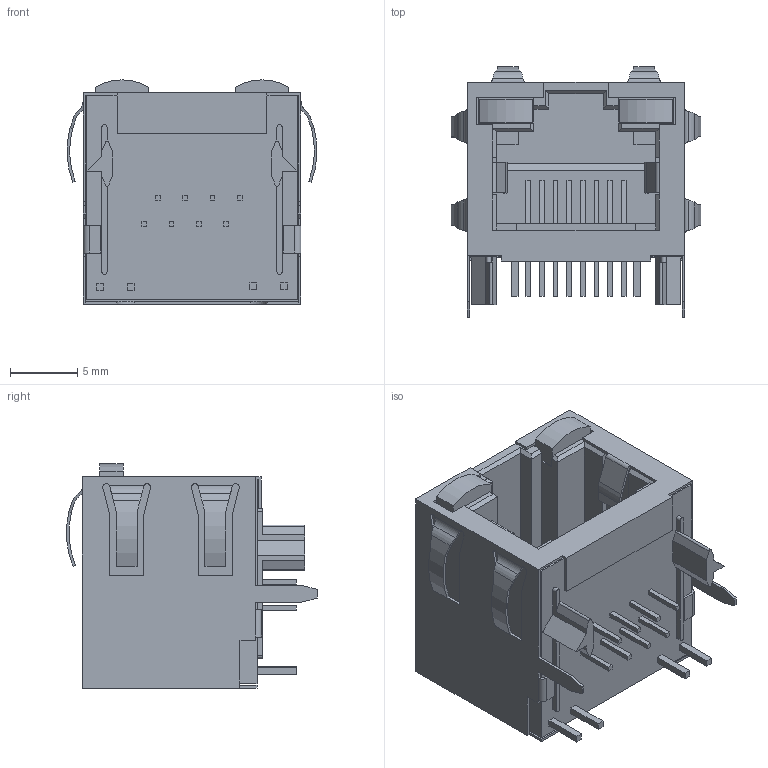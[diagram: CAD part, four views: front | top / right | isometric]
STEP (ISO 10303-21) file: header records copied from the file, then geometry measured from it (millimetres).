
FILE_DESCRIPTION((''),'2;1');
FILE_NAME('C-406549-6','2009-03-19T',('workeradm'),('Tyco Electronics Corporation'),'PRO/ENGINEER BY PARAMETRIC TECHNOLOGY CORPORATION, 2007390','PRO/ENGINEER BY PARAMETRIC TECHNOLOGY CORPORATION, 2007390','');
FILE_SCHEMA(('AUTOMOTIVE_DESIGN { 1 0 10303 214 1 1 1 1 }'));
Length unit declared in the file: millimetre
Products named in the file (1): C-406549-6
Bounding box: 18.62 x 18.7 x 16.72 mm (x, y, z)
Volume: 2203.6 mm3; surface area: 3437.4 mm2
Topology: 1 solids, 1 shells, 424 faces, 1186 edges, 780 vertices
Faces by surface type: plane 352, cylinder 72
Entity records: 13781 total; most frequent: CARTESIAN_POINT 2903, ORIENTED_EDGE 2372, DIRECTION 1990, EDGE_CURVE 1186, VECTOR 974, LINE 974, VERTEX_POINT 780, AXIS2_PLACEMENT_3D 508
